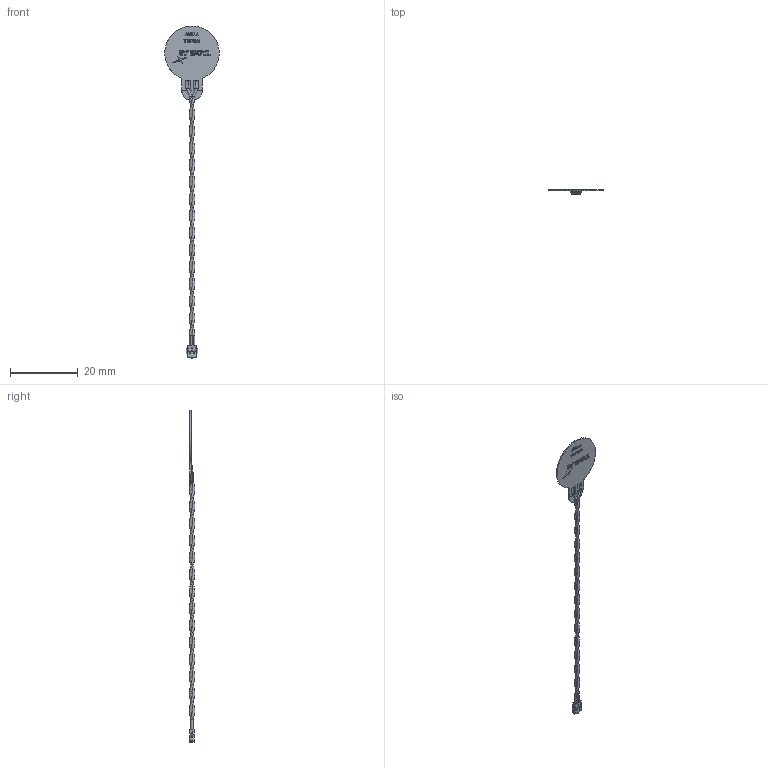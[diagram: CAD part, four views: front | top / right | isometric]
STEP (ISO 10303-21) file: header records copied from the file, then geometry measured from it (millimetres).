
FILE_DESCRIPTION (( 'STEP AP214' ), '1' );
FILE_NAME ('FXC.16.52.0075X.A.dg_Web1.STEP', '2024-08-01T08:08:55', ( '' ), ( '' ), 'SwSTEP 2.0', 'SolidWorks 2022', '' );
FILE_SCHEMA (( 'AUTOMOTIVE_DESIGN' ));
Length unit declared in the file: millimetre
Products named in the file (1): FXC.16.52.0075X.A.dg_Web1
Bounding box: 16 x 1.6 x 97.66 mm (x, y, z)
Surface area: 886.3 mm2 (no closed solid volume)
Topology: 0 solids, 63 shells, 203 faces, 715 edges, 591 vertices
Faces by surface type: plane 146, bspline 30, cylinder 23, cone 4
Entity records: 16500 total; most frequent: CARTESIAN_POINT 11298, ORIENTED_EDGE 1245, EDGE_CURVE 709, B_SPLINE_CURVE_WITH_KNOTS 702, VERTEX_POINT 591, DIRECTION 348, EDGE_LOOP 238, ADVANCED_FACE 203
